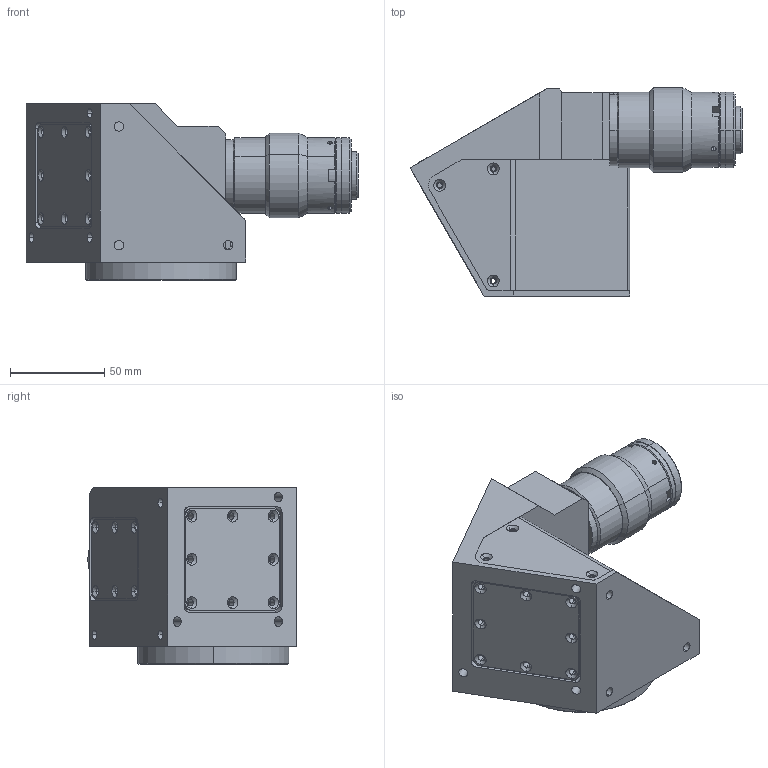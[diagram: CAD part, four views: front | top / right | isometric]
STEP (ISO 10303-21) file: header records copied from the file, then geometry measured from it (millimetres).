
FILE_DESCRIPTION (( 'STEP AP214' ), '1' );
FILE_NAME ('TCCR2M056-C.STEP', '2015-07-21T09:56:37', ( '' ), ( '' ), 'SwSTEP 2.0', 'SolidWorks 2013', '' );
FILE_SCHEMA (( 'AUTOMOTIVE_DESIGN' ));
Length unit declared in the file: millimetre
Products named in the file (1): TCCR2M056-C
Bounding box: 176.23 x 110.67 x 93.6 mm (x, y, z)
Surface area: 80000.2 mm2 (no closed solid volume)
Topology: 0 solids, 14 shells, 285 faces, 849 edges, 579 vertices
Faces by surface type: cylinder 134, plane 87, cone 62, sphere 2
Entity records: 13048 total; most frequent: CARTESIAN_POINT 2032, DIRECTION 1769, ORIENTED_EDGE 1412, EDGE_CURVE 849, AXIS2_PLACEMENT_3D 666, VERTEX_POINT 579, VECTOR 437, LINE 437
